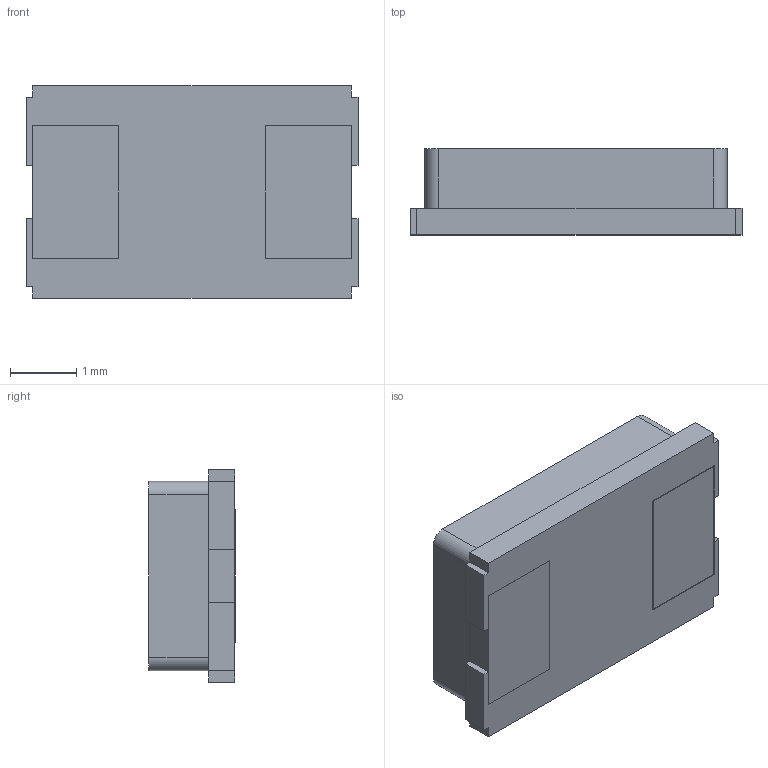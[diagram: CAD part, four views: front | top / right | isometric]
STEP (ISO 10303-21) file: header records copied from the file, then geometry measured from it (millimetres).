
FILE_DESCRIPTION((''),'2;1');
FILE_NAME('USER_LIBRARY-CRYSTAL_5032','2015-09-10T',('Byron'),(''),'PRO/ENGINEER BY PARAMETRIC TECHNOLOGY CORPORATION, 2015070','PRO/ENGINEER BY PARAMETRIC TECHNOLOGY CORPORATION, 2015070','');
FILE_SCHEMA(('AUTOMOTIVE_DESIGN { 1 2 10303 214 0 1 1 1 }'));
Length unit declared in the file: millimetre
Products named in the file (1): USER_LIBRARY-CRYSTAL_5032
Bounding box: 5 x 1.3 x 3.2 mm (x, y, z)
Volume: 17.9 mm3; surface area: 61.7 mm2
Topology: 3 solids, 3 shells, 43 faces, 108 edges, 72 vertices
Faces by surface type: plane 39, cylinder 4
Entity records: 2142 total; most frequent: CARTESIAN_POINT 225, ORIENTED_EDGE 216, DIRECTION 202, PRESENTATION_STYLE_ASSIGNMENT 154, STYLED_ITEM 111, CURVE_STYLE 108, EDGE_CURVE 108, VECTOR 100
